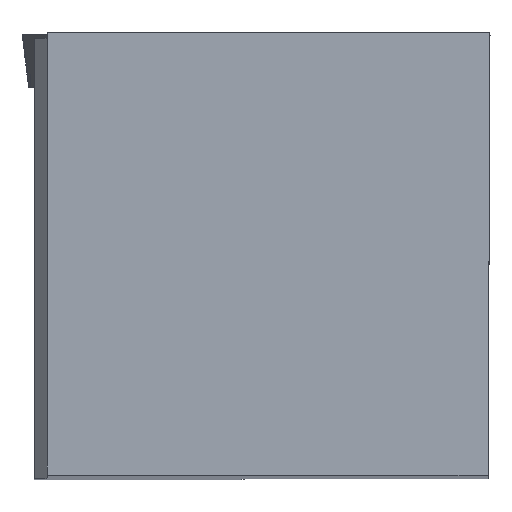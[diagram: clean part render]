
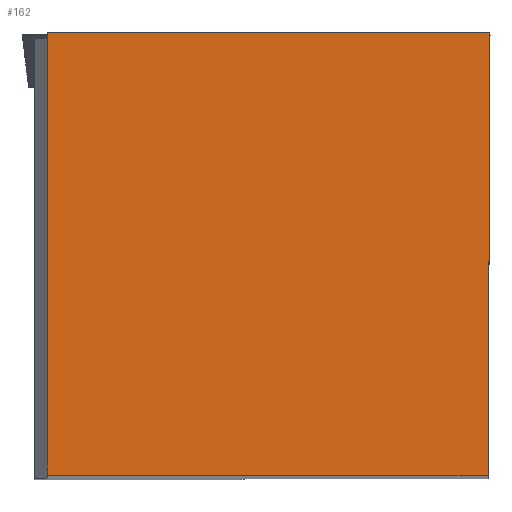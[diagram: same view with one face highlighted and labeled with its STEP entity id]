
A CAD part, top view. The second image highlights one B-rep face of the part: STEP entity #162.
In plain terms, the highlighted planar face has unit normal (0, 0, 1).
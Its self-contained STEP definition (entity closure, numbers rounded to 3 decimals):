
#128=FACE_OUTER_BOUND('',#375,.T.);
#162=ADVANCED_FACE('BLANK_BOXF006',(#128),#189,.F.);
#189=PLANE('',#824);
#209=LINE('',#1120,#270);
#213=LINE('',#1128,#274);
#225=LINE('',#1154,#286);
#249=LINE('',#1244,#310);
#270=VECTOR('',#911,1.);
#274=VECTOR('',#917,1.);
#286=VECTOR('',#933,1.);
#310=VECTOR('',#985,1.);
#375=EDGE_LOOP('',(#512,#513,#514,#515));
#512=ORIENTED_EDGE('',*,*,#651,.F.);
#513=ORIENTED_EDGE('',*,*,#681,.F.);
#514=ORIENTED_EDGE('',*,*,#639,.F.);
#515=ORIENTED_EDGE('',*,*,#635,.F.);
#571=VERTEX_POINT('',#1119);
#572=VERTEX_POINT('',#1121);
#575=VERTEX_POINT('',#1129);
#586=VERTEX_POINT('',#1153);
#635=EDGE_CURVE('',#571,#572,#209,.T.);
#639=EDGE_CURVE('',#572,#575,#213,.T.);
#651=EDGE_CURVE('',#586,#571,#225,.T.);
#681=EDGE_CURVE('',#575,#586,#249,.T.);
#824=AXIS2_PLACEMENT_3D('',#1258,#1001,#1002);
#911=DIRECTION('',(1.,0.,0.));
#917=DIRECTION('',(-0.004,-1.,0.));
#933=DIRECTION('',(0.,1.,0.));
#985=DIRECTION('',(-1.,0.,0.));
#1001=DIRECTION('',(0.,0.,-1.));
#1002=DIRECTION('',(-1.,0.,0.));
#1119=CARTESIAN_POINT('',(-19.875,19.875,0.));
#1120=CARTESIAN_POINT('',(-137.35,19.875,0.));
#1121=CARTESIAN_POINT('',(0.,19.875,0.));
#1128=CARTESIAN_POINT('',(0.513,137.349,0.));
#1129=CARTESIAN_POINT('',(-0.087,0.,0.));
#1153=CARTESIAN_POINT('',(-19.875,0.,0.));
#1154=CARTESIAN_POINT('',(-19.875,-137.35,0.));
#1244=CARTESIAN_POINT('',(137.35,0.,0.));
#1258=CARTESIAN_POINT('',(-32.,-5.,0.));
